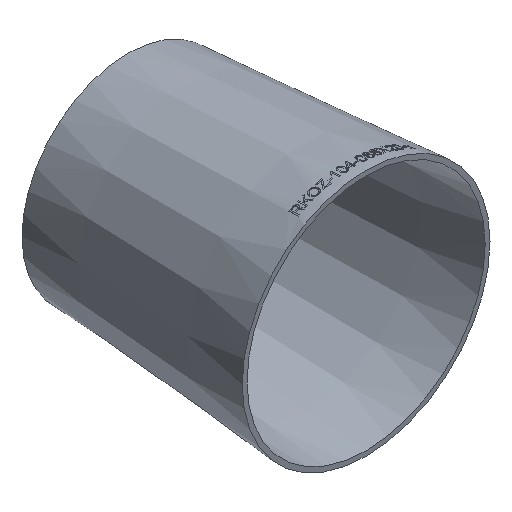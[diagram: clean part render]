
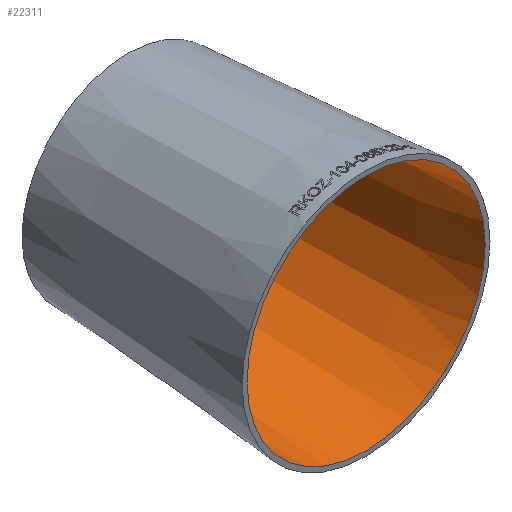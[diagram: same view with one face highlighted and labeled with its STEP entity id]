
A CAD part, isometric view. The second image highlights one B-rep face of the part: STEP entity #22311.
In plain terms, the highlighted conical face has half-angle 4.318 degrees and reference radius 49.994 mm.
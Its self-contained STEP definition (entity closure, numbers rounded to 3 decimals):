
#1755 = VERTEX_POINT ( 'NONE', #25842 ) ;
#3136 = FACE_BOUND ( 'NONE', #10552, .T. ) ;
#3283 = CARTESIAN_POINT ( 'NONE',  ( 0., 0., 0. ) ) ;
#4867 = CIRCLE ( 'NONE', #13136, 42.444 ) ;
#5400 = AXIS2_PLACEMENT_3D ( 'NONE', #3283, #14368, #7213 ) ;
#5870 = DIRECTION ( 'NONE',  ( 0., 0., -1. ) ) ;
#7213 = DIRECTION ( 'NONE',  ( 0., 0., -1. ) ) ;
#7270 = AXIS2_PLACEMENT_3D ( 'NONE', #11595, #27017, #28008 ) ;
#7396 = EDGE_CURVE ( 'NONE', #8020, #8020, #17804, .T. ) ;
#8020 = VERTEX_POINT ( 'NONE', #25989 ) ;
#10552 = EDGE_LOOP ( 'NONE', ( #28098 ) ) ;
#11595 = CARTESIAN_POINT ( 'NONE',  ( 0., 0., 0. ) ) ;
#12737 = CONICAL_SURFACE ( 'NONE', #5400, 49.994, 0.075 ) ;
#13136 = AXIS2_PLACEMENT_3D ( 'NONE', #17091, #17230, #5870 ) ;
#13432 = EDGE_CURVE ( 'NONE', #1755, #1755, #4867, .T. ) ;
#14368 = DIRECTION ( 'NONE',  ( 0., -1., 0. ) ) ;
#15792 = EDGE_LOOP ( 'NONE', ( #26537 ) ) ;
#17091 = CARTESIAN_POINT ( 'NONE',  ( 0., 100., 0. ) ) ;
#17230 = DIRECTION ( 'NONE',  ( 0., -1., 0. ) ) ;
#17804 = CIRCLE ( 'NONE', #7270, 49.994 ) ;
#22311 = ADVANCED_FACE ( 'NONE', ( #3136, #27353 ), #12737, .F. ) ;
#25842 = CARTESIAN_POINT ( 'NONE',  ( 0., 100., -42.444 ) ) ;
#25989 = CARTESIAN_POINT ( 'NONE',  ( 0., 0., -49.994 ) ) ;
#26537 = ORIENTED_EDGE ( 'NONE', *, *, #7396, .T. ) ;
#27017 = DIRECTION ( 'NONE',  ( 0., -1., 0. ) ) ;
#27353 = FACE_OUTER_BOUND ( 'NONE', #15792, .T. ) ;
#28008 = DIRECTION ( 'NONE',  ( 0., 0., -1. ) ) ;
#28098 = ORIENTED_EDGE ( 'NONE', *, *, #13432, .F. ) ;
